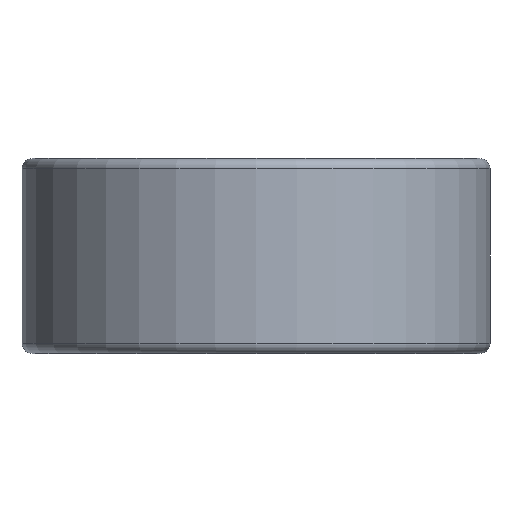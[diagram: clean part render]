
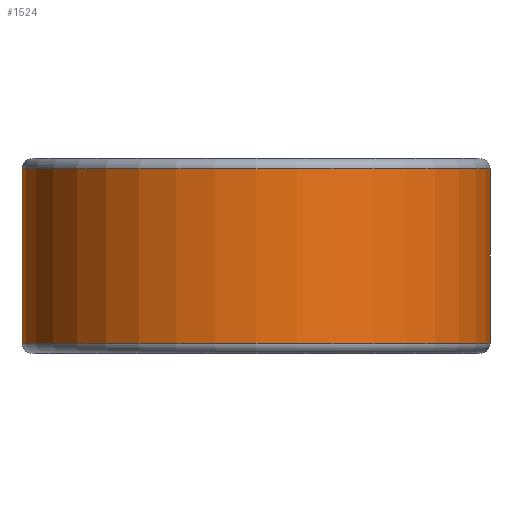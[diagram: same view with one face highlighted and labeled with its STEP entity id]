
A CAD part, front view. The second image highlights one B-rep face of the part: STEP entity #1524.
In plain terms, the highlighted cylindrical face has radius 17.056 mm (diameter 34.112 mm), a partial arc.
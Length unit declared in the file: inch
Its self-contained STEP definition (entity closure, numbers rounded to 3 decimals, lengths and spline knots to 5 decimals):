
#29 = CARTESIAN_POINT ( 'NONE',  ( 0.5935, -1.625, -0.25 ) ) ;
#108 = DIRECTION ( 'NONE',  ( 0., 0., 1. ) ) ;
#233 = DIRECTION ( 'NONE',  ( 1., 0., 0. ) ) ;
#290 = VECTOR ( 'NONE', #597, 39.37008 ) ;
#337 = CARTESIAN_POINT ( 'NONE',  ( 0.5935, -1.625, 0. ) ) ;
#376 = CARTESIAN_POINT ( 'NONE',  ( 1.265, -1.625, 0. ) ) ;
#442 = ORIENTED_EDGE ( 'NONE', *, *, #2335, .T. ) ;
#592 = CARTESIAN_POINT ( 'NONE',  ( 1.265, -1.625, 0.25 ) ) ;
#597 = DIRECTION ( 'NONE',  ( 0., 0., 1. ) ) ;
#615 = CARTESIAN_POINT ( 'NONE',  ( -0.078, -1.625, -0.25 ) ) ;
#772 = CARTESIAN_POINT ( 'NONE',  ( -0.078, -1.625, 0.25 ) ) ;
#893 = CIRCLE ( 'NONE', #2100, 0.6715 ) ;
#1155 = FACE_OUTER_BOUND ( 'NONE', #2262, .T. ) ;
#1162 = EDGE_CURVE ( 'NONE', #2604, #2553, #893, .T. ) ;
#1343 = DIRECTION ( 'NONE',  ( 1., 0., 0. ) ) ;
#1382 = CARTESIAN_POINT ( 'NONE',  ( 0.5935, -1.625, 0.25 ) ) ;
#1408 = ORIENTED_EDGE ( 'NONE', *, *, #1162, .T. ) ;
#1436 = LINE ( 'NONE', #376, #290 ) ;
#1456 = CARTESIAN_POINT ( 'NONE',  ( 1.265, -1.625, -0.25 ) ) ;
#1480 = VECTOR ( 'NONE', #2404, 39.37008 ) ;
#1524 = ADVANCED_FACE ( 'NONE', ( #1155 ), #2656, .T. ) ;
#1526 = DIRECTION ( 'NONE',  ( 0., 0., 1. ) ) ;
#1583 = EDGE_CURVE ( 'NONE', #2091, #2148, #1833, .T. ) ;
#1610 = DIRECTION ( 'NONE',  ( 1., 0., 0. ) ) ;
#1693 = AXIS2_PLACEMENT_3D ( 'NONE', #1382, #108, #1610 ) ;
#1806 = CARTESIAN_POINT ( 'NONE',  ( -0.078, -1.625, 0.25 ) ) ;
#1815 = DIRECTION ( 'NONE',  ( 0., 0., 1. ) ) ;
#1833 = CIRCLE ( 'NONE', #1693, 0.6715 ) ;
#2047 = ORIENTED_EDGE ( 'NONE', *, *, #2306, .T. ) ;
#2091 = VERTEX_POINT ( 'NONE', #772 ) ;
#2100 = AXIS2_PLACEMENT_3D ( 'NONE', #29, #1526, #233 ) ;
#2148 = VERTEX_POINT ( 'NONE', #592 ) ;
#2262 = EDGE_LOOP ( 'NONE', ( #1408, #442, #2365, #2047 ) ) ;
#2306 = EDGE_CURVE ( 'NONE', #2091, #2604, #2635, .T. ) ;
#2335 = EDGE_CURVE ( 'NONE', #2553, #2148, #1436, .T. ) ;
#2365 = ORIENTED_EDGE ( 'NONE', *, *, #1583, .F. ) ;
#2404 = DIRECTION ( 'NONE',  ( 0., 0., -1. ) ) ;
#2531 = AXIS2_PLACEMENT_3D ( 'NONE', #337, #1815, #1343 ) ;
#2553 = VERTEX_POINT ( 'NONE', #1456 ) ;
#2604 = VERTEX_POINT ( 'NONE', #615 ) ;
#2635 = LINE ( 'NONE', #1806, #1480 ) ;
#2656 = CYLINDRICAL_SURFACE ( 'NONE', #2531, 0.6715 ) ;
